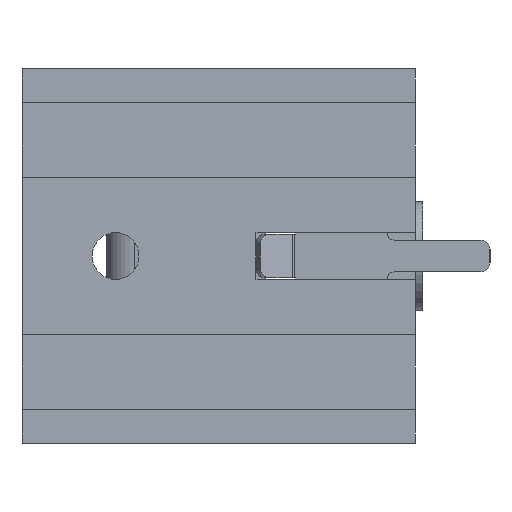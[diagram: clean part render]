
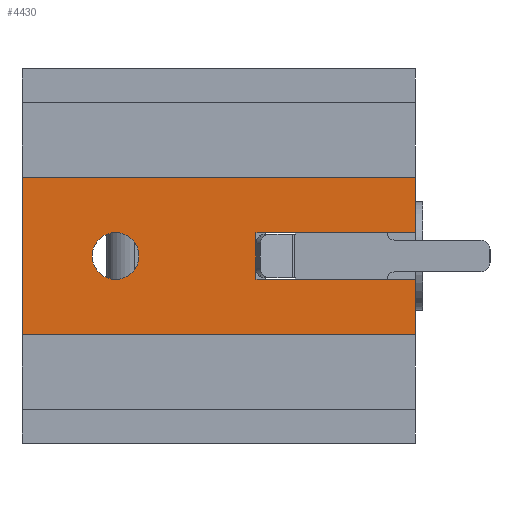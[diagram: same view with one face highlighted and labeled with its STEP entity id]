
A CAD part, left-side view. The second image highlights one B-rep face of the part: STEP entity #4430.
In plain terms, the highlighted planar face has unit normal (-1, 0, 0).
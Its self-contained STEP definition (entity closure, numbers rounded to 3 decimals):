
#768 = CARTESIAN_POINT ( 'NONE',  ( -38.5, 8.5, -1.25 ) ) ;
#897 = EDGE_CURVE ( 'NONE', #1219, #3052, #1120, .T. ) ;
#929 = DIRECTION ( 'NONE',  ( 0., 0., 1. ) ) ;
#987 = CARTESIAN_POINT ( 'NONE',  ( -38.5, 0., -1.25 ) ) ;
#1019 = ORIENTED_EDGE ( 'NONE', *, *, #7111, .T. ) ;
#1054 = CARTESIAN_POINT ( 'NONE',  ( -38.5, 8.5, 1.25 ) ) ;
#1120 = CIRCLE ( 'NONE', #6035, 1.25 ) ;
#1219 = VERTEX_POINT ( 'NONE', #5108 ) ;
#1253 = ORIENTED_EDGE ( 'NONE', *, *, #2822, .T. ) ;
#1315 = CARTESIAN_POINT ( 'NONE',  ( -38.5, 0., 1.25 ) ) ;
#1327 = DIRECTION ( 'NONE',  ( 0., -1., 0. ) ) ;
#1362 = ORIENTED_EDGE ( 'NONE', *, *, #3463, .T. ) ;
#1387 = VERTEX_POINT ( 'NONE', #1315 ) ;
#1510 = DIRECTION ( 'NONE',  ( 0., 0., 1. ) ) ;
#1724 = DIRECTION ( 'NONE',  ( 0., 0., 1. ) ) ;
#1852 = VECTOR ( 'NONE', #1724, 1000. ) ;
#1882 = DIRECTION ( 'NONE',  ( 0., -1., 0. ) ) ;
#1912 = ORIENTED_EDGE ( 'NONE', *, *, #5215, .T. ) ;
#1935 = LINE ( 'NONE', #2070, #8613 ) ;
#1973 = CARTESIAN_POINT ( 'NONE',  ( -38.5, 16., 0. ) ) ;
#2059 = VECTOR ( 'NONE', #7929, 1000. ) ;
#2070 = CARTESIAN_POINT ( 'NONE',  ( -38.5, 1.5, -4.2 ) ) ;
#2099 = EDGE_LOOP ( 'NONE', ( #5611, #2733 ) ) ;
#2137 = VERTEX_POINT ( 'NONE', #6906 ) ;
#2147 = CARTESIAN_POINT ( 'NONE',  ( -38.5, 16., 0. ) ) ;
#2283 = VECTOR ( 'NONE', #3174, 1000. ) ;
#2313 = ORIENTED_EDGE ( 'NONE', *, *, #6752, .T. ) ;
#2336 = DIRECTION ( 'NONE',  ( 0., 0., -1. ) ) ;
#2666 = DIRECTION ( 'NONE',  ( 1., 0., 0. ) ) ;
#2733 = ORIENTED_EDGE ( 'NONE', *, *, #5544, .T. ) ;
#2812 = LINE ( 'NONE', #8241, #5762 ) ;
#2822 = EDGE_CURVE ( 'NONE', #2137, #5088, #1935, .T. ) ;
#2937 = VECTOR ( 'NONE', #1882, 1000. ) ;
#2940 = CARTESIAN_POINT ( 'NONE',  ( -38.5, 1.5, -4.2 ) ) ;
#2994 = DIRECTION ( 'NONE',  ( 1., 0., 0. ) ) ;
#3052 = VERTEX_POINT ( 'NONE', #6839 ) ;
#3068 = LINE ( 'NONE', #5032, #1852 ) ;
#3174 = DIRECTION ( 'NONE',  ( 0., 1., 0. ) ) ;
#3463 = EDGE_CURVE ( 'NONE', #6595, #4002, #8275, .T. ) ;
#3885 = EDGE_CURVE ( 'NONE', #4002, #1387, #7247, .T. ) ;
#3902 = LINE ( 'NONE', #6607, #2059 ) ;
#4002 = VERTEX_POINT ( 'NONE', #4012 ) ;
#4012 = CARTESIAN_POINT ( 'NONE',  ( -38.5, 8.5, 1.25 ) ) ;
#4222 = VERTEX_POINT ( 'NONE', #987 ) ;
#4270 = CARTESIAN_POINT ( 'NONE',  ( -38.5, 21., 4.2 ) ) ;
#4276 = VERTEX_POINT ( 'NONE', #4270 ) ;
#4430 = ADVANCED_FACE ( 'NONE', ( #6263, #5569 ), #8248, .F. ) ;
#4446 = CARTESIAN_POINT ( 'NONE',  ( -38.5, 0., 1.25 ) ) ;
#4846 = DIRECTION ( 'NONE',  ( 1., 0., 0. ) ) ;
#4948 = CARTESIAN_POINT ( 'NONE',  ( -38.5, 0., 4.2 ) ) ;
#5007 = ORIENTED_EDGE ( 'NONE', *, *, #5433, .F. ) ;
#5032 = CARTESIAN_POINT ( 'NONE',  ( -38.5, 0., -4.2 ) ) ;
#5088 = VERTEX_POINT ( 'NONE', #6398 ) ;
#5108 = CARTESIAN_POINT ( 'NONE',  ( -38.5, 16., 1.25 ) ) ;
#5215 = EDGE_CURVE ( 'NONE', #1387, #8330, #3902, .T. ) ;
#5376 = DIRECTION ( 'NONE',  ( 0., 0., -1. ) ) ;
#5433 = EDGE_CURVE ( 'NONE', #4276, #8330, #7246, .T. ) ;
#5530 = ORIENTED_EDGE ( 'NONE', *, *, #3885, .T. ) ;
#5544 = EDGE_CURVE ( 'NONE', #3052, #1219, #6743, .T. ) ;
#5569 = FACE_BOUND ( 'NONE', #2099, .T. ) ;
#5611 = ORIENTED_EDGE ( 'NONE', *, *, #897, .T. ) ;
#5762 = VECTOR ( 'NONE', #1510, 1000. ) ;
#5952 = AXIS2_PLACEMENT_3D ( 'NONE', #2940, #2994, #2336 ) ;
#6035 = AXIS2_PLACEMENT_3D ( 'NONE', #1973, #2666, #7251 ) ;
#6263 = FACE_OUTER_BOUND ( 'NONE', #7427, .T. ) ;
#6398 = CARTESIAN_POINT ( 'NONE',  ( -38.5, 0., -4.2 ) ) ;
#6595 = VERTEX_POINT ( 'NONE', #768 ) ;
#6607 = CARTESIAN_POINT ( 'NONE',  ( -38.5, 0., -4.2 ) ) ;
#6618 = EDGE_CURVE ( 'NONE', #2137, #4276, #2812, .T. ) ;
#6647 = VECTOR ( 'NONE', #929, 1000. ) ;
#6743 = CIRCLE ( 'NONE', #7588, 1.25 ) ;
#6752 = EDGE_CURVE ( 'NONE', #5088, #4222, #3068, .T. ) ;
#6839 = CARTESIAN_POINT ( 'NONE',  ( -38.5, 16., -1.25 ) ) ;
#6906 = CARTESIAN_POINT ( 'NONE',  ( -38.5, 21., -4.2 ) ) ;
#7088 = CARTESIAN_POINT ( 'NONE',  ( -38.5, 0., -1.25 ) ) ;
#7111 = EDGE_CURVE ( 'NONE', #4222, #6595, #8583, .T. ) ;
#7232 = ORIENTED_EDGE ( 'NONE', *, *, #6618, .F. ) ;
#7246 = LINE ( 'NONE', #7284, #2937 ) ;
#7247 = LINE ( 'NONE', #4446, #7658 ) ;
#7251 = DIRECTION ( 'NONE',  ( 0., 0., -1. ) ) ;
#7284 = CARTESIAN_POINT ( 'NONE',  ( -38.5, 1.5, 4.2 ) ) ;
#7427 = EDGE_LOOP ( 'NONE', ( #5530, #1912, #5007, #7232, #1253, #2313, #1019, #1362 ) ) ;
#7588 = AXIS2_PLACEMENT_3D ( 'NONE', #2147, #4846, #5376 ) ;
#7658 = VECTOR ( 'NONE', #7728, 1000. ) ;
#7728 = DIRECTION ( 'NONE',  ( 0., -1., 0. ) ) ;
#7929 = DIRECTION ( 'NONE',  ( 0., 0., 1. ) ) ;
#8241 = CARTESIAN_POINT ( 'NONE',  ( -38.5, 21., -4.2 ) ) ;
#8248 = PLANE ( 'NONE',  #5952 ) ;
#8275 = LINE ( 'NONE', #1054, #6647 ) ;
#8330 = VERTEX_POINT ( 'NONE', #4948 ) ;
#8583 = LINE ( 'NONE', #7088, #2283 ) ;
#8613 = VECTOR ( 'NONE', #1327, 1000. ) ;
